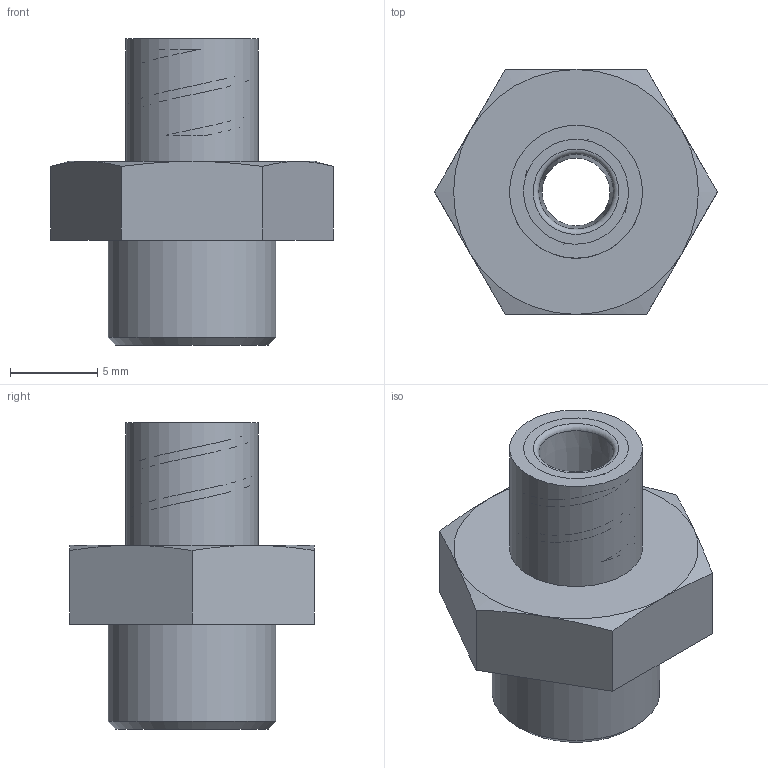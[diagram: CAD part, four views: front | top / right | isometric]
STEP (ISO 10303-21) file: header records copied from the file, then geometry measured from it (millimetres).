
FILE_DESCRIPTION(/* description */ ('Unknown','CAx-IF Rec.Pracs.---Representation and Presentation of Product Manufacturing Information (PMI)---4.0---2014-10-13','CAx-IF Rec.Pracs.---3D Tessellated Geometry---0.4---2014-09-14','2;1'),/* implementation_level */ '2;1');
FILE_NAME(/* name */ '503346_990063_1_8_Kunde',/* time_stamp */ '2024-05-27T15:28:52+02:00',/* author */ ('Unknown'),/* organization */ ('Unknown'),/* preprocessor_version */ 'ST-DEVELOPER v19.4',/* originating_system */ 'Solid Edge',/* authorisation */ 'Unknown');
FILE_SCHEMA (('AP242_MANAGED_MODEL_BASED_3D_ENGINEERING_MIM_LF { 1 0 10303 442 1 1 4 }'));
Length unit declared in the file: millimetre
Products named in the file (1): 503346_990063_1_8
Bounding box: 16.17 x 14 x 17.5 mm (x, y, z)
Volume: 1415.3 mm3; surface area: 1398.1 mm2
Topology: 2 solids, 2 shells, 40 faces, 95 edges, 62 vertices
Faces by surface type: plane 15, cone 11, cylinder 6, bspline 6, torus 2
Full cylindrical faces by diameter (mm): 4 x1, 6 x1, 7.6 x1, 9.6 x1
Entity records: 1482 total; most frequent: CARTESIAN_POINT 679, ORIENTED_EDGE 156, DIRECTION 134, EDGE_CURVE 78, AXIS2_PLACEMENT_3D 61, EDGE_LOOP 56, FACE_BOUND 56, VERTEX_POINT 54
